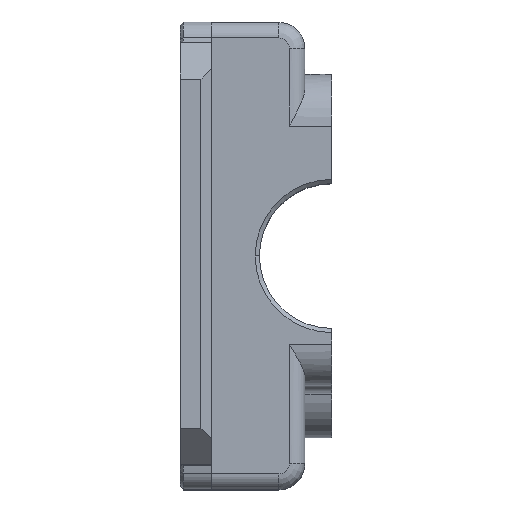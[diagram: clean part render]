
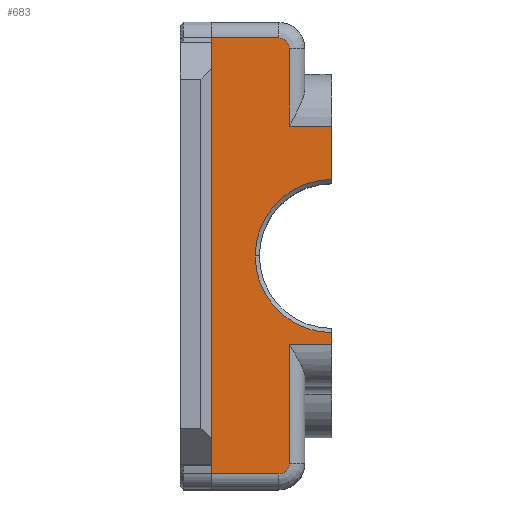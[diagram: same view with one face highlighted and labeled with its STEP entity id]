
A CAD part, top view. The second image highlights one B-rep face of the part: STEP entity #683.
In plain terms, the highlighted planar face has unit normal (0, 0, 1).
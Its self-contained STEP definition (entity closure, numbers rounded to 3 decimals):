
#66 = VERTEX_POINT('',#67);
#67 = CARTESIAN_POINT('',(-18.8,-21.,25.9));
#74 = EDGE_CURVE('',#75,#66,#77,.T.);
#75 = VERTEX_POINT('',#76);
#76 = CARTESIAN_POINT('',(-18.8,-10.888,25.9));
#77 = LINE('',#78,#79);
#78 = CARTESIAN_POINT('',(-18.8,-10.944,25.9));
#79 = VECTOR('',#80,1.);
#80 = DIRECTION('',(0.,-1.,0.));
#134 = VERTEX_POINT('',#135);
#135 = CARTESIAN_POINT('',(-18.8,-4.112,25.9));
#142 = EDGE_CURVE('',#143,#134,#145,.T.);
#143 = VERTEX_POINT('',#144);
#144 = CARTESIAN_POINT('',(-18.8,4.112,25.9));
#145 = LINE('',#146,#147);
#146 = CARTESIAN_POINT('',(-18.8,4.056,25.9));
#147 = VECTOR('',#148,1.);
#148 = DIRECTION('',(0.,-1.,0.));
#202 = VERTEX_POINT('',#203);
#203 = CARTESIAN_POINT('',(-18.8,10.888,25.9));
#210 = EDGE_CURVE('',#202,#211,#213,.T.);
#211 = VERTEX_POINT('',#212);
#212 = CARTESIAN_POINT('',(-18.8,21.,25.9));
#213 = LINE('',#214,#215);
#214 = CARTESIAN_POINT('',(-18.8,16.,25.9));
#215 = VECTOR('',#216,1.);
#216 = DIRECTION('',(0.,1.,0.));
#624 = VERTEX_POINT('',#625);
#625 = CARTESIAN_POINT('',(-12.3,-21.,25.9));
#632 = EDGE_CURVE('',#624,#66,#633,.T.);
#633 = LINE('',#634,#635);
#634 = CARTESIAN_POINT('',(-15.85,-21.,25.9));
#635 = VECTOR('',#636,1.);
#636 = DIRECTION('',(-1.,0.,0.));
#683 = ADVANCED_FACE('',(#684),#801,.F.);
#684 = FACE_BOUND('',#685,.F.);
#685 = EDGE_LOOP('',(#686,#696,#704,#713,#721,#728,#729,#730,#736,#737,
    #743,#744,#752,#761,#769,#777,#785,#794));
#686 = ORIENTED_EDGE('',*,*,#687,.F.);
#687 = EDGE_CURVE('',#688,#690,#692,.T.);
#688 = VERTEX_POINT('',#689);
#689 = CARTESIAN_POINT('',(-7.2,-8.5,25.9));
#690 = VERTEX_POINT('',#691);
#691 = CARTESIAN_POINT('',(-7.2,-7.375,25.9));
#692 = LINE('',#693,#694);
#693 = CARTESIAN_POINT('',(-7.2,-7.937,25.9));
#694 = VECTOR('',#695,1.);
#695 = DIRECTION('',(0.,1.,0.));
#696 = ORIENTED_EDGE('',*,*,#697,.F.);
#697 = EDGE_CURVE('',#698,#688,#700,.T.);
#698 = VERTEX_POINT('',#699);
#699 = CARTESIAN_POINT('',(-11.298,-8.5,25.9));
#700 = LINE('',#701,#702);
#701 = CARTESIAN_POINT('',(-1.35,-8.5,25.9));
#702 = VECTOR('',#703,1.);
#703 = DIRECTION('',(1.,0.,0.));
#704 = ORIENTED_EDGE('',*,*,#705,.F.);
#705 = EDGE_CURVE('',#706,#698,#708,.T.);
#706 = VERTEX_POINT('',#707);
#707 = CARTESIAN_POINT('',(-11.3,-8.5,25.9));
#708 = CIRCLE('',#709,1.5);
#709 = AXIS2_PLACEMENT_3D('',#710,#711,#712);
#710 = CARTESIAN_POINT('',(-11.3,-8.5,24.4));
#711 = DIRECTION('',(0.,1.,0.));
#712 = DIRECTION('',(0.,0.,1.));
#713 = ORIENTED_EDGE('',*,*,#714,.F.);
#714 = EDGE_CURVE('',#715,#706,#717,.T.);
#715 = VERTEX_POINT('',#716);
#716 = CARTESIAN_POINT('',(-11.3,-20.,25.9));
#717 = LINE('',#718,#719);
#718 = CARTESIAN_POINT('',(-11.3,0.,25.9));
#719 = VECTOR('',#720,1.);
#720 = DIRECTION('',(0.,1.,0.));
#721 = ORIENTED_EDGE('',*,*,#722,.T.);
#722 = EDGE_CURVE('',#715,#624,#723,.T.);
#723 = CIRCLE('',#724,1.);
#724 = AXIS2_PLACEMENT_3D('',#725,#726,#727);
#725 = CARTESIAN_POINT('',(-12.3,-20.,25.9));
#726 = DIRECTION('',(0.,0.,-1.));
#727 = DIRECTION('',(-1.,0.,0.));
#728 = ORIENTED_EDGE('',*,*,#632,.T.);
#729 = ORIENTED_EDGE('',*,*,#74,.F.);
#730 = ORIENTED_EDGE('',*,*,#731,.F.);
#731 = EDGE_CURVE('',#134,#75,#732,.T.);
#732 = LINE('',#733,#734);
#733 = CARTESIAN_POINT('',(-18.8,-7.5,25.9));
#734 = VECTOR('',#735,1.);
#735 = DIRECTION('',(0.,-1.,0.));
#736 = ORIENTED_EDGE('',*,*,#142,.F.);
#737 = ORIENTED_EDGE('',*,*,#738,.T.);
#738 = EDGE_CURVE('',#143,#202,#739,.T.);
#739 = LINE('',#740,#741);
#740 = CARTESIAN_POINT('',(-18.8,7.5,25.9));
#741 = VECTOR('',#742,1.);
#742 = DIRECTION('',(0.,1.,0.));
#743 = ORIENTED_EDGE('',*,*,#210,.T.);
#744 = ORIENTED_EDGE('',*,*,#745,.F.);
#745 = EDGE_CURVE('',#746,#211,#748,.T.);
#746 = VERTEX_POINT('',#747);
#747 = CARTESIAN_POINT('',(-12.3,21.,25.9));
#748 = LINE('',#749,#750);
#749 = CARTESIAN_POINT('',(-15.85,21.,25.9));
#750 = VECTOR('',#751,1.);
#751 = DIRECTION('',(-1.,0.,0.));
#752 = ORIENTED_EDGE('',*,*,#753,.T.);
#753 = EDGE_CURVE('',#746,#754,#756,.T.);
#754 = VERTEX_POINT('',#755);
#755 = CARTESIAN_POINT('',(-11.3,20.,25.9));
#756 = CIRCLE('',#757,1.);
#757 = AXIS2_PLACEMENT_3D('',#758,#759,#760);
#758 = CARTESIAN_POINT('',(-12.3,20.,25.9));
#759 = DIRECTION('',(0.,0.,-1.));
#760 = DIRECTION('',(-1.,0.,0.));
#761 = ORIENTED_EDGE('',*,*,#762,.F.);
#762 = EDGE_CURVE('',#763,#754,#765,.T.);
#763 = VERTEX_POINT('',#764);
#764 = CARTESIAN_POINT('',(-11.3,12.5,25.9));
#765 = LINE('',#766,#767);
#766 = CARTESIAN_POINT('',(-11.3,0.,25.9));
#767 = VECTOR('',#768,1.);
#768 = DIRECTION('',(0.,1.,0.));
#769 = ORIENTED_EDGE('',*,*,#770,.T.);
#770 = EDGE_CURVE('',#763,#771,#773,.T.);
#771 = VERTEX_POINT('',#772);
#772 = CARTESIAN_POINT('',(-7.2,12.5,25.9));
#773 = LINE('',#774,#775);
#774 = CARTESIAN_POINT('',(-1.35,12.5,25.9));
#775 = VECTOR('',#776,1.);
#776 = DIRECTION('',(1.,0.,0.));
#777 = ORIENTED_EDGE('',*,*,#778,.F.);
#778 = EDGE_CURVE('',#779,#771,#781,.T.);
#779 = VERTEX_POINT('',#780);
#780 = CARTESIAN_POINT('',(-7.2,7.375,25.9));
#781 = LINE('',#782,#783);
#782 = CARTESIAN_POINT('',(-7.2,9.938,25.9));
#783 = VECTOR('',#784,1.);
#784 = DIRECTION('',(0.,1.,0.));
#785 = ORIENTED_EDGE('',*,*,#786,.F.);
#786 = EDGE_CURVE('',#787,#779,#789,.T.);
#787 = VERTEX_POINT('',#788);
#788 = CARTESIAN_POINT('',(-14.575,0.,25.9));
#789 = CIRCLE('',#790,7.375);
#790 = AXIS2_PLACEMENT_3D('',#791,#792,#793);
#791 = CARTESIAN_POINT('',(-7.2,0.,25.9));
#792 = DIRECTION('',(0.,0.,-1.));
#793 = DIRECTION('',(-1.,0.,0.));
#794 = ORIENTED_EDGE('',*,*,#795,.F.);
#795 = EDGE_CURVE('',#690,#787,#796,.T.);
#796 = CIRCLE('',#797,7.375);
#797 = AXIS2_PLACEMENT_3D('',#798,#799,#800);
#798 = CARTESIAN_POINT('',(-7.2,0.,25.9));
#799 = DIRECTION('',(0.,0.,-1.));
#800 = DIRECTION('',(-1.,0.,0.));
#801 = PLANE('',#802);
#802 = AXIS2_PLACEMENT_3D('',#803,#804,#805);
#803 = CARTESIAN_POINT('',(-21.8,0.,25.9));
#804 = DIRECTION('',(0.,0.,-1.));
#805 = DIRECTION('',(1.,0.,0.));
